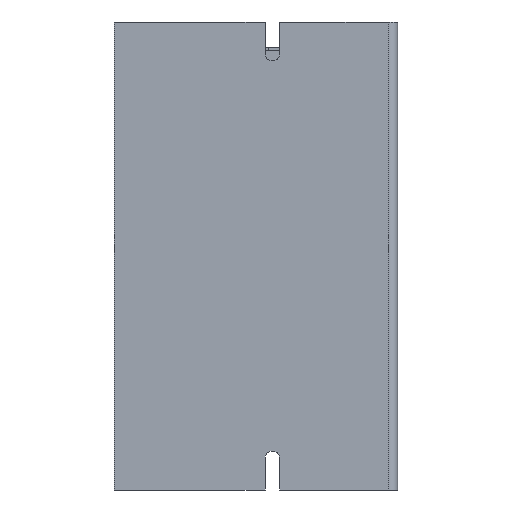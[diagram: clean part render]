
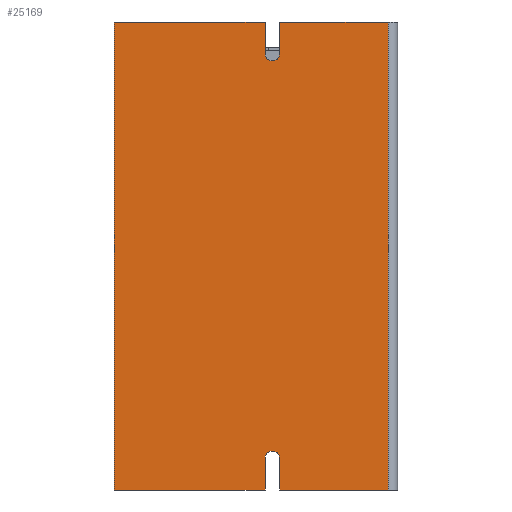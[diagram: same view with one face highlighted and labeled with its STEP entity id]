
A CAD part, front view. The second image highlights one B-rep face of the part: STEP entity #25169.
In plain terms, the highlighted planar face has unit normal (0, -1, 0).
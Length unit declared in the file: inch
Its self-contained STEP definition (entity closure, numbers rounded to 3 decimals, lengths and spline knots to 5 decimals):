
#1668=PLANE('',#26579);
#2671=VECTOR('',#28746,1.);
#2673=VECTOR('',#28751,1.);
#2674=VECTOR('',#28752,1.);
#2675=VECTOR('',#28755,1.);
#2676=VECTOR('',#28756,1.);
#2677=VECTOR('',#28757,1.);
#2678=VECTOR('',#28758,1.);
#2679=VECTOR('',#28761,1.);
#5502=LINE('',#34863,#2671);
#5504=LINE('',#34869,#2673);
#5505=LINE('',#34871,#2674);
#5506=LINE('',#34875,#2675);
#5507=LINE('',#34878,#2676);
#5508=LINE('',#34880,#2677);
#5509=LINE('',#34882,#2678);
#5510=LINE('',#34886,#2679);
#8348=VERTEX_POINT('',#34862);
#8349=VERTEX_POINT('',#34864);
#8351=VERTEX_POINT('',#34870);
#8352=VERTEX_POINT('',#34872);
#8353=VERTEX_POINT('',#34874);
#8354=VERTEX_POINT('',#34876);
#8355=VERTEX_POINT('',#34877);
#8356=VERTEX_POINT('',#34879);
#8357=VERTEX_POINT('',#34881);
#8358=VERTEX_POINT('',#34883);
#8359=VERTEX_POINT('',#34885);
#8360=VERTEX_POINT('',#34887);
#10670=CIRCLE('',#26580,0.0935);
#10671=CIRCLE('',#26581,0.0935);
#11385=EDGE_CURVE('',#8348,#8349,#5502,.T.);
#11388=EDGE_CURVE('',#8348,#8351,#5504,.T.);
#11389=EDGE_CURVE('',#8351,#8352,#5505,.T.);
#11390=EDGE_CURVE('',#8352,#8353,#10670,.T.);
#11391=EDGE_CURVE('',#8353,#8354,#5506,.T.);
#11392=EDGE_CURVE('',#8354,#8355,#5504,.T.);
#11393=EDGE_CURVE('',#8356,#8355,#5507,.T.);
#11394=EDGE_CURVE('',#8356,#8357,#5508,.T.);
#11395=EDGE_CURVE('',#8357,#8358,#5509,.T.);
#11396=EDGE_CURVE('',#8358,#8359,#10671,.T.);
#11397=EDGE_CURVE('',#8359,#8360,#5510,.T.);
#11398=EDGE_CURVE('',#8360,#8349,#5508,.T.);
#14973=ORIENTED_EDGE('',*,*,#11385,.F.);
#14974=ORIENTED_EDGE('',*,*,#11388,.T.);
#14975=ORIENTED_EDGE('',*,*,#11389,.T.);
#14976=ORIENTED_EDGE('',*,*,#11390,.T.);
#14977=ORIENTED_EDGE('',*,*,#11391,.T.);
#14978=ORIENTED_EDGE('',*,*,#11392,.T.);
#14979=ORIENTED_EDGE('',*,*,#11393,.F.);
#14980=ORIENTED_EDGE('',*,*,#11394,.T.);
#14981=ORIENTED_EDGE('',*,*,#11395,.T.);
#14982=ORIENTED_EDGE('',*,*,#11396,.T.);
#14983=ORIENTED_EDGE('',*,*,#11397,.T.);
#14984=ORIENTED_EDGE('',*,*,#11398,.T.);
#22124=EDGE_LOOP('',(#14973,#14974,#14975,#14976,#14977,#14978,#14979,#14980,
#14981,#14982,#14983,#14984));
#23651=FACE_BOUND('',#22124,.T.);
#25169=ADVANCED_FACE('',(#23651),#1668,.T.);
#26579=AXIS2_PLACEMENT_3D('',#34868,#28750,$);
#26580=AXIS2_PLACEMENT_3D('',#34873,#28753,#28754);
#26581=AXIS2_PLACEMENT_3D('',#34884,#28759,#28760);
#28746=DIRECTION('',(0.,0.,-1.));
#28750=DIRECTION('',(0.,-1.,0.));
#28751=DIRECTION('',(-1.,0.,0.));
#28752=DIRECTION('',(0.,0.,-1.));
#28753=DIRECTION('',(0.,1.,0.));
#28754=DIRECTION('',(0.094,0.,0.));
#28755=DIRECTION('',(0.,0.,1.));
#28756=DIRECTION('',(0.,0.,1.));
#28757=DIRECTION('',(1.,0.,0.));
#28758=DIRECTION('',(0.,0.,1.));
#28759=DIRECTION('',(0.,1.,0.));
#28760=DIRECTION('',(0.094,0.,0.));
#28761=DIRECTION('',(0.,0.,-1.));
#34862=CARTESIAN_POINT('',(3.51,0.,6.));
#34863=CARTESIAN_POINT('',(3.51,0.,0.));
#34864=CARTESIAN_POINT('',(3.51,0.,0.));
#34868=CARTESIAN_POINT('',(1.815,0.,0.));
#34869=CARTESIAN_POINT('',(0.,0.,6.));
#34870=CARTESIAN_POINT('',(2.1185,0.,6.));
#34871=CARTESIAN_POINT('',(2.1185,0.,2.93221));
#34872=CARTESIAN_POINT('',(2.1185,0.,5.594));
#34873=CARTESIAN_POINT('',(2.025,0.,5.594));
#34874=CARTESIAN_POINT('',(1.9315,0.,5.594));
#34875=CARTESIAN_POINT('',(1.9315,0.,2.93221));
#34876=CARTESIAN_POINT('',(1.9315,0.,6.));
#34877=CARTESIAN_POINT('',(0.,0.,6.));
#34878=CARTESIAN_POINT('',(0.,0.,0.));
#34879=CARTESIAN_POINT('',(0.,0.,0.));
#34880=CARTESIAN_POINT('',(0.,0.,0.));
#34881=CARTESIAN_POINT('',(1.9315,0.,0.));
#34882=CARTESIAN_POINT('',(1.9315,0.,0.08055));
#34883=CARTESIAN_POINT('',(1.9315,0.,0.406));
#34884=CARTESIAN_POINT('',(2.025,0.,0.406));
#34885=CARTESIAN_POINT('',(2.1185,0.,0.406));
#34886=CARTESIAN_POINT('',(2.1185,0.,0.08055));
#34887=CARTESIAN_POINT('',(2.1185,0.,0.));
